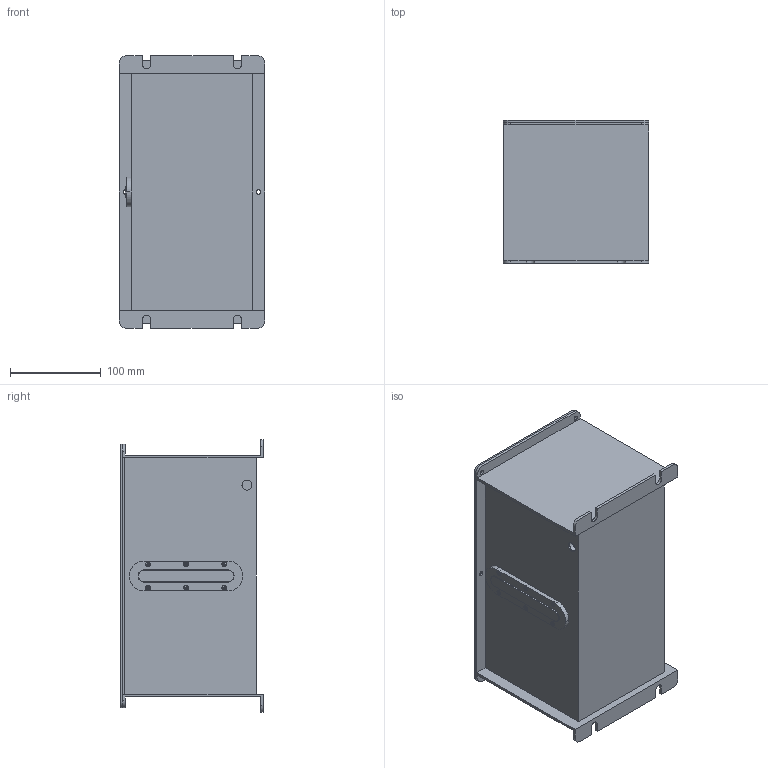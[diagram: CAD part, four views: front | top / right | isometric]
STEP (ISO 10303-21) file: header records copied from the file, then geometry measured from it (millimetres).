
FILE_DESCRIPTION (( 'STEP AP214' ), '1' );
FILE_NAME ('30F(3L).STEP', '2024-01-10T06:27:04', ( '' ), ( '' ), 'SwSTEP 2.0', 'SolidWorks 2018', '' );
FILE_SCHEMA (( 'AUTOMOTIVE_DESIGN' ));
Length unit declared in the file: millimetre
Products named in the file (1): 30F(3L)
Bounding box: 160 x 157 x 300 mm (x, y, z)
Surface area: 398129.1 mm2 (no closed solid volume)
Topology: 0 solids, 40 shells, 539 faces, 2844 edges, 2340 vertices
Faces by surface type: plane 360, cylinder 157, sphere 12, cone 10
Entity records: 34688 total; most frequent: CARTESIAN_POINT 8271, DIRECTION 3905, ORIENTED_EDGE 3695, EDGE_CURVE 2844, VERTEX_POINT 2340, AXIS2_PLACEMENT_3D 1370, VECTOR 1165, LINE 1165
